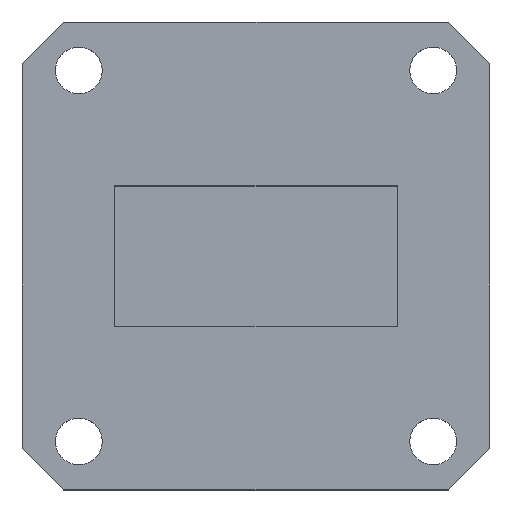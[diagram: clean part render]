
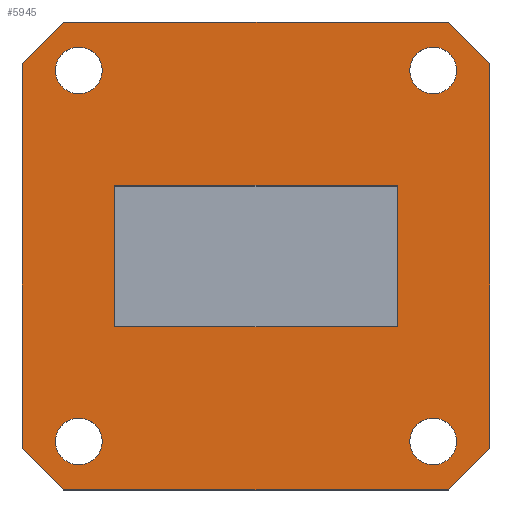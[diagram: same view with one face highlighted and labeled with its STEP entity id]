
A CAD part, top view. The second image highlights one B-rep face of the part: STEP entity #5945.
In plain terms, the highlighted planar face has unit normal (0, 0, 1).
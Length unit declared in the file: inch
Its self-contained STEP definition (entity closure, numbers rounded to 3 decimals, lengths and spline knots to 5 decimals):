
#270 = EDGE_LOOP ( 'NONE', ( #1097, #1437, #872, #7255, #4106, #7719, #9510, #856 ) ) ;
#387 = VECTOR ( 'NONE', #7581, 39.37008 ) ;
#414 = EDGE_CURVE ( 'NONE', #2005, #2005, #5565, .T. ) ;
#464 = LINE ( 'NONE', #4644, #387 ) ;
#519 = CARTESIAN_POINT ( 'NONE',  ( 0.64, -0.67, 0. ) ) ;
#573 = VECTOR ( 'NONE', #7806, 39.37008 ) ;
#669 = EDGE_CURVE ( 'NONE', #9252, #9252, #5384, .T. ) ;
#709 = ORIENTED_EDGE ( 'NONE', *, *, #10241, .F. ) ;
#806 = VECTOR ( 'NONE', #7765, 39.37008 ) ;
#856 = ORIENTED_EDGE ( 'NONE', *, *, #2658, .T. ) ;
#872 = ORIENTED_EDGE ( 'NONE', *, *, #6288, .T. ) ;
#880 = EDGE_CURVE ( 'NONE', #6619, #8979, #4280, .T. ) ;
#925 = VERTEX_POINT ( 'NONE', #10423 ) ;
#1061 = CARTESIAN_POINT ( 'NONE',  ( 0., 0., 0. ) ) ;
#1069 = VERTEX_POINT ( 'NONE', #8733 ) ;
#1097 = ORIENTED_EDGE ( 'NONE', *, *, #8005, .T. ) ;
#1122 = FACE_BOUND ( 'NONE', #4877, .T. ) ;
#1191 = CARTESIAN_POINT ( 'NONE',  ( -0.845, -0.695, 0. ) ) ;
#1242 = FACE_BOUND ( 'NONE', #10914, .T. ) ;
#1246 = VERTEX_POINT ( 'NONE', #9835 ) ;
#1268 = CARTESIAN_POINT ( 'NONE',  ( -0.64, 0.67, 0. ) ) ;
#1301 = FACE_BOUND ( 'NONE', #2127, .T. ) ;
#1415 = VECTOR ( 'NONE', #8581, 39.37008 ) ;
#1437 = ORIENTED_EDGE ( 'NONE', *, *, #4935, .T. ) ;
#1695 = VERTEX_POINT ( 'NONE', #8611 ) ;
#1710 = VERTEX_POINT ( 'NONE', #9585 ) ;
#1763 = CARTESIAN_POINT ( 'NONE',  ( 0.51, -0.255, 0. ) ) ;
#1771 = AXIS2_PLACEMENT_3D ( 'NONE', #1061, #3912, #8423 ) ;
#2005 = VERTEX_POINT ( 'NONE', #2121 ) ;
#2121 = CARTESIAN_POINT ( 'NONE',  ( 0.7245, -0.67, 0. ) ) ;
#2127 = EDGE_LOOP ( 'NONE', ( #2668 ) ) ;
#2131 = CARTESIAN_POINT ( 'NONE',  ( -0.51, -0.255, 0. ) ) ;
#2258 = ORIENTED_EDGE ( 'NONE', *, *, #3655, .F. ) ;
#2288 = CARTESIAN_POINT ( 'NONE',  ( 0.845, -0.845, 0. ) ) ;
#2327 = DIRECTION ( 'NONE',  ( 0., 0., 1. ) ) ;
#2370 = ORIENTED_EDGE ( 'NONE', *, *, #4711, .F. ) ;
#2519 = LINE ( 'NONE', #1763, #806 ) ;
#2658 = EDGE_CURVE ( 'NONE', #2994, #3885, #464, .T. ) ;
#2660 = EDGE_CURVE ( 'NONE', #8979, #1069, #6926, .T. ) ;
#2668 = ORIENTED_EDGE ( 'NONE', *, *, #10214, .F. ) ;
#2867 = FACE_BOUND ( 'NONE', #9335, .T. ) ;
#2993 = LINE ( 'NONE', #3747, #5211 ) ;
#2994 = VERTEX_POINT ( 'NONE', #1191 ) ;
#3235 = EDGE_LOOP ( 'NONE', ( #2258, #6750, #8353, #2370 ) ) ;
#3629 = DIRECTION ( 'NONE',  ( -0.707, 0.707, 0. ) ) ;
#3655 = EDGE_CURVE ( 'NONE', #10986, #1695, #9636, .T. ) ;
#3747 = CARTESIAN_POINT ( 'NONE',  ( 0.845, 0.695, 0. ) ) ;
#3795 = FACE_BOUND ( 'NONE', #3235, .T. ) ;
#3885 = VERTEX_POINT ( 'NONE', #7347 ) ;
#3904 = AXIS2_PLACEMENT_3D ( 'NONE', #10592, #10643, #9720 ) ;
#3912 = DIRECTION ( 'NONE',  ( 0., 0., -1. ) ) ;
#4106 = ORIENTED_EDGE ( 'NONE', *, *, #880, .T. ) ;
#4280 = LINE ( 'NONE', #8853, #4284 ) ;
#4284 = VECTOR ( 'NONE', #6981, 39.37008 ) ;
#4643 = EDGE_CURVE ( 'NONE', #1069, #2994, #7569, .T. ) ;
#4644 = CARTESIAN_POINT ( 'NONE',  ( -0.845, -0.695, 0. ) ) ;
#4711 = EDGE_CURVE ( 'NONE', #1695, #9616, #11051, .T. ) ;
#4864 = EDGE_CURVE ( 'NONE', #10668, #10986, #2519, .T. ) ;
#4877 = EDGE_LOOP ( 'NONE', ( #6490 ) ) ;
#4935 = EDGE_CURVE ( 'NONE', #9950, #925, #9651, .T. ) ;
#4996 = DIRECTION ( 'NONE',  ( 1., 0., 0. ) ) ;
#5006 = LINE ( 'NONE', #9400, #1415 ) ;
#5041 = DIRECTION ( 'NONE',  ( 0., 0., 1. ) ) ;
#5211 = VECTOR ( 'NONE', #3629, 39.37008 ) ;
#5270 = VECTOR ( 'NONE', #10909, 39.37008 ) ;
#5384 = CIRCLE ( 'NONE', #11351, 0.0845 ) ;
#5565 = CIRCLE ( 'NONE', #7632, 0.0845 ) ;
#5945 = ADVANCED_FACE ( 'NONE', ( #6265, #1301, #2867, #1242, #1122, #3795 ), #7365, .F. ) ;
#6098 = DIRECTION ( 'NONE',  ( 0., 0., 1. ) ) ;
#6265 = FACE_OUTER_BOUND ( 'NONE', #270, .T. ) ;
#6288 = EDGE_CURVE ( 'NONE', #925, #1246, #6779, .T. ) ;
#6334 = AXIS2_PLACEMENT_3D ( 'NONE', #9604, #6098, #7031 ) ;
#6490 = ORIENTED_EDGE ( 'NONE', *, *, #669, .F. ) ;
#6619 = VERTEX_POINT ( 'NONE', #8469 ) ;
#6750 = ORIENTED_EDGE ( 'NONE', *, *, #4864, .F. ) ;
#6779 = LINE ( 'NONE', #2288, #9968 ) ;
#6913 = CARTESIAN_POINT ( 'NONE',  ( 0.51, -0.255, 0. ) ) ;
#6926 = LINE ( 'NONE', #11360, #573 ) ;
#6981 = DIRECTION ( 'NONE',  ( -1., 0., 0. ) ) ;
#7031 = DIRECTION ( 'NONE',  ( 1., 0., 0. ) ) ;
#7147 = EDGE_CURVE ( 'NONE', #9616, #10668, #5006, .T. ) ;
#7222 = ORIENTED_EDGE ( 'NONE', *, *, #414, .F. ) ;
#7255 = ORIENTED_EDGE ( 'NONE', *, *, #10775, .T. ) ;
#7292 = CARTESIAN_POINT ( 'NONE',  ( 0.695, -0.845, 0. ) ) ;
#7310 = CARTESIAN_POINT ( 'NONE',  ( -0.5555, 0.67, 0. ) ) ;
#7347 = CARTESIAN_POINT ( 'NONE',  ( -0.695, -0.845, 0. ) ) ;
#7365 = PLANE ( 'NONE',  #1771 ) ;
#7386 = CARTESIAN_POINT ( 'NONE',  ( 0.695, -0.845, 0. ) ) ;
#7390 = DIRECTION ( 'NONE',  ( 0., -1., 0. ) ) ;
#7540 = VECTOR ( 'NONE', #8265, 39.37008 ) ;
#7569 = LINE ( 'NONE', #11125, #11036 ) ;
#7581 = DIRECTION ( 'NONE',  ( 0.707, -0.707, 0. ) ) ;
#7632 = AXIS2_PLACEMENT_3D ( 'NONE', #519, #2327, #4996 ) ;
#7649 = CIRCLE ( 'NONE', #3904, 0.0845 ) ;
#7719 = ORIENTED_EDGE ( 'NONE', *, *, #2660, .T. ) ;
#7765 = DIRECTION ( 'NONE',  ( 0., 1., 0. ) ) ;
#7771 = CARTESIAN_POINT ( 'NONE',  ( -0.5555, -0.67, 0. ) ) ;
#7806 = DIRECTION ( 'NONE',  ( -0.707, -0.707, 0. ) ) ;
#7941 = DIRECTION ( 'NONE',  ( -1., 0., 0. ) ) ;
#8005 = EDGE_CURVE ( 'NONE', #3885, #9950, #9214, .T. ) ;
#8265 = DIRECTION ( 'NONE',  ( 1., 0., 0. ) ) ;
#8353 = ORIENTED_EDGE ( 'NONE', *, *, #7147, .F. ) ;
#8423 = DIRECTION ( 'NONE',  ( 0., -1., 0. ) ) ;
#8469 = CARTESIAN_POINT ( 'NONE',  ( 0.695, 0.845, 0. ) ) ;
#8581 = DIRECTION ( 'NONE',  ( 1., 0., 0. ) ) ;
#8611 = CARTESIAN_POINT ( 'NONE',  ( -0.51, 0.255, 0. ) ) ;
#8639 = CARTESIAN_POINT ( 'NONE',  ( -0.51, 0.255, 0. ) ) ;
#8733 = CARTESIAN_POINT ( 'NONE',  ( -0.845, 0.695, 0. ) ) ;
#8853 = CARTESIAN_POINT ( 'NONE',  ( -0.845, 0.845, 0. ) ) ;
#8892 = VERTEX_POINT ( 'NONE', #7771 ) ;
#8954 = CIRCLE ( 'NONE', #6334, 0.0845 ) ;
#8979 = VERTEX_POINT ( 'NONE', #10262 ) ;
#9014 = CARTESIAN_POINT ( 'NONE',  ( 0.51, 0.255, 0. ) ) ;
#9214 = LINE ( 'NONE', #11280, #7540 ) ;
#9252 = VERTEX_POINT ( 'NONE', #7310 ) ;
#9325 = DIRECTION ( 'NONE',  ( 1., 0., 0. ) ) ;
#9335 = EDGE_LOOP ( 'NONE', ( #7222 ) ) ;
#9400 = CARTESIAN_POINT ( 'NONE',  ( -0.51, -0.255, 0. ) ) ;
#9510 = ORIENTED_EDGE ( 'NONE', *, *, #4643, .T. ) ;
#9585 = CARTESIAN_POINT ( 'NONE',  ( 0.7245, 0.67, 0. ) ) ;
#9604 = CARTESIAN_POINT ( 'NONE',  ( -0.64, -0.67, 0. ) ) ;
#9616 = VERTEX_POINT ( 'NONE', #11286 ) ;
#9636 = LINE ( 'NONE', #8639, #11520 ) ;
#9651 = LINE ( 'NONE', #7292, #5270 ) ;
#9720 = DIRECTION ( 'NONE',  ( 1., 0., 0. ) ) ;
#9835 = CARTESIAN_POINT ( 'NONE',  ( 0.845, 0.695, 0. ) ) ;
#9950 = VERTEX_POINT ( 'NONE', #7386 ) ;
#9968 = VECTOR ( 'NONE', #10400, 39.37008 ) ;
#10071 = DIRECTION ( 'NONE',  ( 0., -1., 0. ) ) ;
#10214 = EDGE_CURVE ( 'NONE', #8892, #8892, #8954, .T. ) ;
#10241 = EDGE_CURVE ( 'NONE', #1710, #1710, #7649, .T. ) ;
#10262 = CARTESIAN_POINT ( 'NONE',  ( -0.695, 0.845, 0. ) ) ;
#10313 = VECTOR ( 'NONE', #10071, 39.37008 ) ;
#10400 = DIRECTION ( 'NONE',  ( 0., 1., 0. ) ) ;
#10423 = CARTESIAN_POINT ( 'NONE',  ( 0.845, -0.695, 0. ) ) ;
#10592 = CARTESIAN_POINT ( 'NONE',  ( 0.64, 0.67, 0. ) ) ;
#10643 = DIRECTION ( 'NONE',  ( 0., 0., 1. ) ) ;
#10668 = VERTEX_POINT ( 'NONE', #6913 ) ;
#10775 = EDGE_CURVE ( 'NONE', #1246, #6619, #2993, .T. ) ;
#10909 = DIRECTION ( 'NONE',  ( 0.707, 0.707, 0. ) ) ;
#10914 = EDGE_LOOP ( 'NONE', ( #709 ) ) ;
#10986 = VERTEX_POINT ( 'NONE', #9014 ) ;
#11036 = VECTOR ( 'NONE', #7390, 39.37008 ) ;
#11051 = LINE ( 'NONE', #2131, #10313 ) ;
#11125 = CARTESIAN_POINT ( 'NONE',  ( -0.845, -0.845, 0. ) ) ;
#11280 = CARTESIAN_POINT ( 'NONE',  ( -0.845, -0.845, 0. ) ) ;
#11286 = CARTESIAN_POINT ( 'NONE',  ( -0.51, -0.255, 0. ) ) ;
#11351 = AXIS2_PLACEMENT_3D ( 'NONE', #1268, #5041, #9325 ) ;
#11360 = CARTESIAN_POINT ( 'NONE',  ( -0.695, 0.845, 0. ) ) ;
#11520 = VECTOR ( 'NONE', #7941, 39.37008 ) ;
